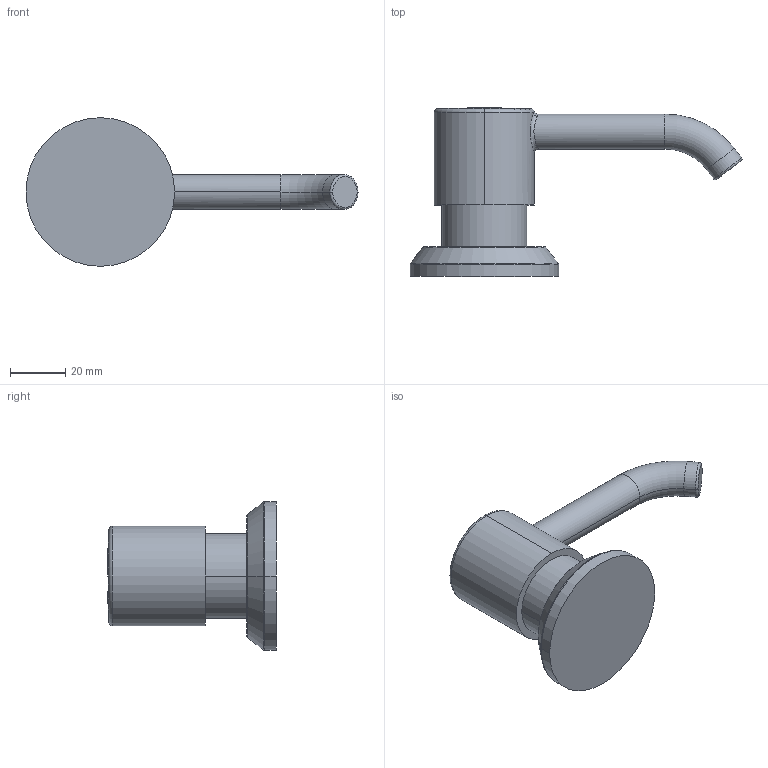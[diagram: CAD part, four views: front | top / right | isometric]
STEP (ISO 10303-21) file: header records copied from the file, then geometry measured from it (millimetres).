
FILE_DESCRIPTION((''),'2;1');
FILE_NAME('3200-5721','2021-04-27T11:27:04',('jinson.thomas'),(''),'CREO PARAMETRIC BY PTC INC, 2018400','CREO PARAMETRIC BY PTC INC, 2018400','');
FILE_SCHEMA(('CONFIG_CONTROL_DESIGN'));
Length unit declared in the file: inch
Products named in the file (1): 3200-5721
Bounding box: 120.62 x 61.37 x 53.98 mm (x, y, z)
Volume: 79580.7 mm3; surface area: 14798.2 mm2
Topology: 1 solids, 1 shells, 32 faces, 67 edges, 37 vertices
Faces by surface type: torus 10, cylinder 10, plane 4, bspline 4, cone 2, sphere 2
Entity records: 1135 total; most frequent: CARTESIAN_POINT 419, DIRECTION 158, ORIENTED_EDGE 130, AXIS2_PLACEMENT_3D 73, EDGE_CURVE 65, CIRCLE 45, VERTEX_POINT 37, EDGE_LOOP 34
